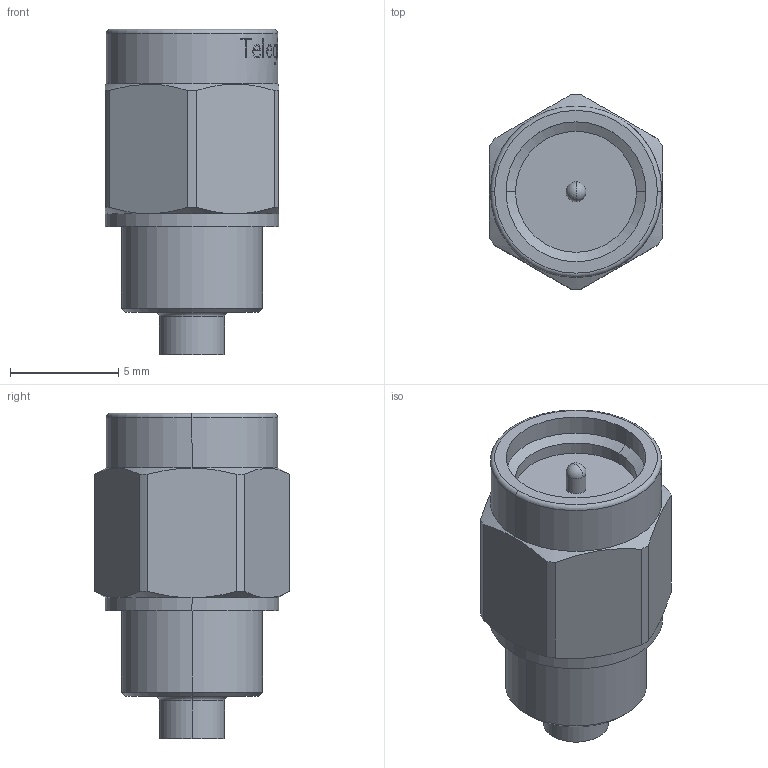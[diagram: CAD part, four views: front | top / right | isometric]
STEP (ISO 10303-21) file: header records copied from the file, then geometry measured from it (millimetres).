
FILE_DESCRIPTION (( 'STEP AP214' ), '1' );
FILE_NAME ('J01152B0011.STEP', '2018-11-12T13:13:25', ( '' ), ( '' ), 'SwSTEP 2.0', 'SolidWorks 2017', '' );
FILE_SCHEMA (( 'AUTOMOTIVE_DESIGN' ));
Length unit declared in the file: millimetre
Products named in the file (1): J01152B0011
Bounding box: 8 x 9 x 15 mm (x, y, z)
Volume: 575.5 mm3; surface area: 484.8 mm2
Topology: 1 solids, 1 shells, 412 faces, 1143 edges, 753 vertices
Faces by surface type: bspline 253, plane 93, cylinder 44, cone 16, torus 4, sphere 2
Entity records: 19098 total; most frequent: CARTESIAN_POINT 6341, ORIENTED_EDGE 2282, EDGE_CURVE 1141, B_SPLINE_CURVE_WITH_KNOTS 855, DIRECTION 754, VERTEX_POINT 753, EDGE_LOOP 434, UNCERTAINTY_MEASURE_WITH_UNIT 413
